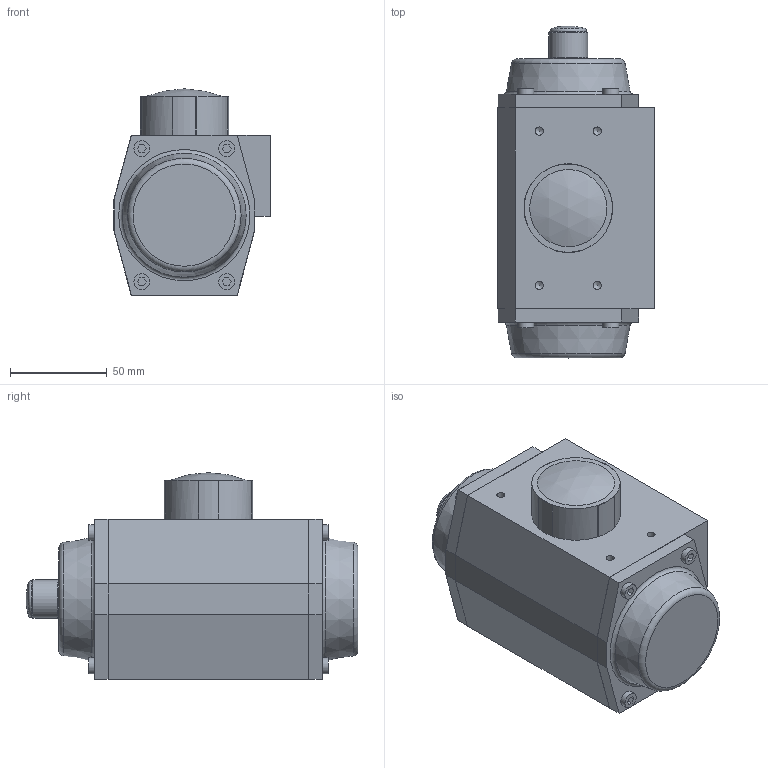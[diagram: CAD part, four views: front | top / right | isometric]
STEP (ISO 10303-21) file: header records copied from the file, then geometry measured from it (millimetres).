
FILE_DESCRIPTION( ( 'STEP AP214' ), '1' );
FILE_NAME( ' ', ' ', ( ' ' ), ( ' ' ), 'PSStep 11.0', 'VISI 17.0', ' ' );
FILE_SCHEMA( ( 'AUTOMOTIVE_DESIGN { 1 0 10303 214 1 1 1 1 }' ) );
Length unit declared in the file: millimetre
Products named in the file (1): 1
Bounding box: 81 x 171.98 x 106.99 mm (x, y, z)
Volume: 836235.6 mm3; surface area: 62025.9 mm2
Topology: 1 solids, 1 shells, 183 faces, 453 edges, 297 vertices
Faces by surface type: plane 127, cylinder 31, cone 18, torus 5, sphere 2
Full cylindrical faces by diameter (mm): 4.2 x12, 8.2 x8, 11.445 x2, 18.977 x1, 20 x1, 25 x1, 30 x1, 45.8 x1
Entity records: 6442 total; most frequent: CARTESIAN_POINT 851, DIRECTION 827, ORIENTED_EDGE 758, EDGE_CURVE 379, LINE 299, VECTOR 299, VERTEX_POINT 288, AXIS2_PLACEMENT_3D 264
